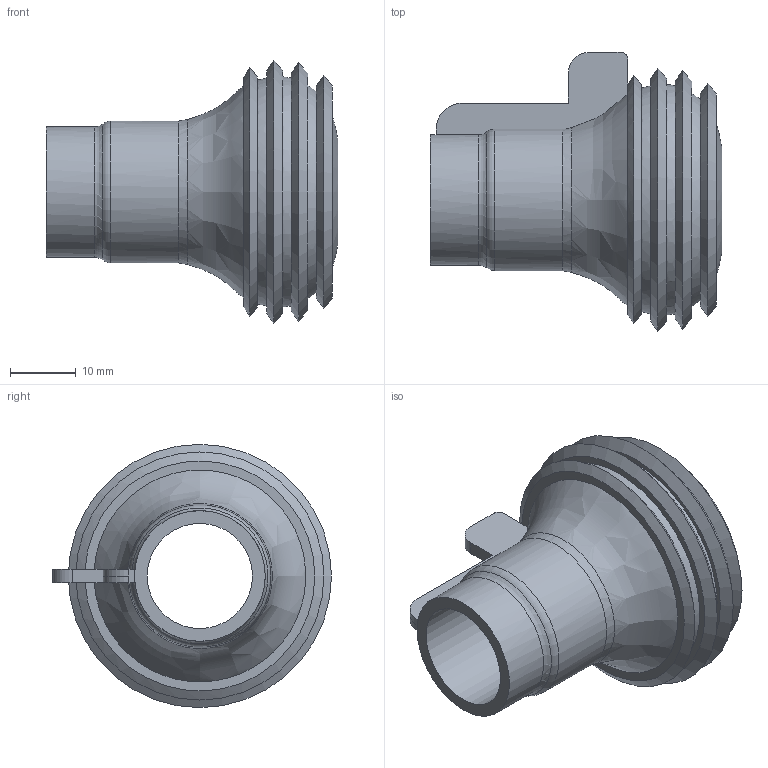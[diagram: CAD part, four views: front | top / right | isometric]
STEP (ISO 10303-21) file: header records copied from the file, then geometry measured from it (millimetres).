
FILE_DESCRIPTION(/* description */ (''),/* implementation_level */ '2;1');
FILE_NAME(/* name */ 'e187fc98-059f-11ec-92ad-0a4d7f7b7031.step',/* time_stamp */ '2021-08-25T12:28:14+00:00',/* author */ (''),/* organization */ (''),/* preprocessor_version */ 'ST-DEVELOPER v18.1',/* originating_system */ 'Autodesk Translation Framework v10.6.0.1341',/* authorisation */ '');
FILE_SCHEMA (('AUTOMOTIVE_DESIGN { 1 0 10303 214 3 1 1 }'));
Length unit declared in the file: centimetre
Products named in the file (1): temp_body
Bounding box: 44.36 x 42.44 x 40.05 mm (x, y, z)
Volume: 17291.7 mm3; surface area: 8608.1 mm2
Topology: 1 solids, 1 shells, 39 faces, 87 edges, 56 vertices
Faces by surface type: plane 16, cone 8, cylinder 7, bspline 6, torus 2
Full cylindrical faces by diameter (mm): 16 x1, 19.883 x1
Entity records: 3865 total; most frequent: CARTESIAN_POINT 2992, ORIENTED_EDGE 174, DIRECTION 163, EDGE_CURVE 87, AXIS2_PLACEMENT_3D 64, VERTEX_POINT 56, EDGE_LOOP 47, FACE_OUTER_BOUND 39
